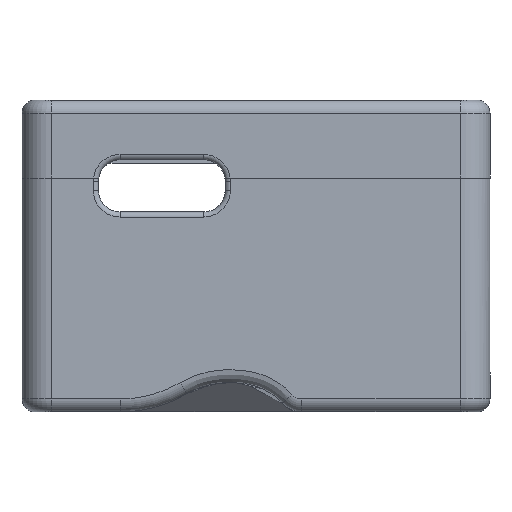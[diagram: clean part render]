
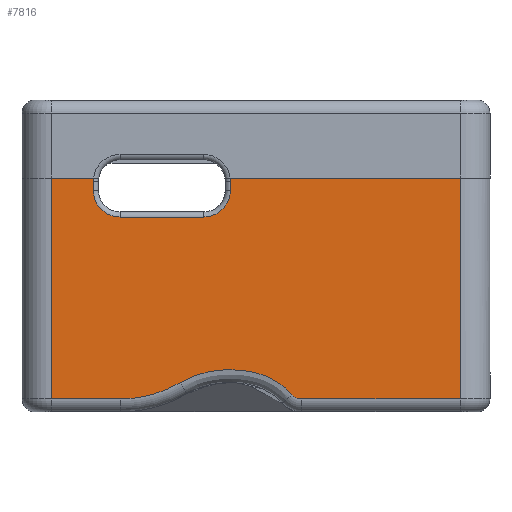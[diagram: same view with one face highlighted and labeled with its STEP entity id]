
A CAD part, front view. The second image highlights one B-rep face of the part: STEP entity #7816.
In plain terms, the highlighted planar face has unit normal (0, -1, 0).
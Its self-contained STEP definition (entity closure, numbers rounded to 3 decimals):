
#7277=CARTESIAN_POINT('',(-16.629,-20.804,-1.));
#7278=VERTEX_POINT('',#7277);
#7279=CARTESIAN_POINT('',(-13.39,-20.804,-1.));
#7280=VERTEX_POINT('',#7279);
#7281=CARTESIAN_POINT('',(-16.629,-20.804,-1.));
#7282=DIRECTION('',(1.,0.,-0.));
#7283=VECTOR('',#7282,3.239);
#7284=LINE('',#7281,#7283);
#7285=EDGE_CURVE('',#7278,#7280,#7284,.T.);
#7659=CARTESIAN_POINT('',(-0.887,-20.804,-1.));
#7660=DIRECTION('',(0.,1.,0.));
#7661=DIRECTION('',(0.,0.,1.));
#7662=AXIS2_PLACEMENT_3D('',#7659,#7660,#7661);
#7663=PLANE('',#7662);
#7664=CARTESIAN_POINT('',(1.872,-20.804,-17.667));
#7665=VERTEX_POINT('',#7664);
#7666=CARTESIAN_POINT('',(2.617,-20.804,-18.));
#7667=VERTEX_POINT('',#7666);
#7668=CARTESIAN_POINT('',(2.617,-20.804,-17.));
#7669=DIRECTION('',(-0.,-1.,-0.));
#7670=DIRECTION('',(0.,-0.,1.));
#7671=AXIS2_PLACEMENT_3D('',#7668,#7669,#7670);
#7672=CIRCLE('',#7671,1.);
#7673=EDGE_CURVE('',#7665,#7667,#7672,.T.);
#7674=ORIENTED_EDGE('',*,*,#7673,.T.);
#7675=CARTESIAN_POINT('',(14.851,-20.804,-18.));
#7676=VERTEX_POINT('',#7675);
#7677=CARTESIAN_POINT('',(2.617,-20.804,-18.));
#7678=DIRECTION('',(1.,-0.,-0.));
#7679=VECTOR('',#7678,12.234);
#7680=LINE('',#7677,#7679);
#7681=EDGE_CURVE('',#7667,#7676,#7680,.T.);
#7682=ORIENTED_EDGE('',*,*,#7681,.T.);
#7683=CARTESIAN_POINT('',(14.851,-20.804,-1.));
#7684=VERTEX_POINT('',#7683);
#7685=CARTESIAN_POINT('',(14.851,-20.804,-1.));
#7686=DIRECTION('',(0.,0.,-1.));
#7687=VECTOR('',#7686,17.);
#7688=LINE('',#7685,#7687);
#7689=EDGE_CURVE('',#7684,#7676,#7688,.T.);
#7690=ORIENTED_EDGE('',*,*,#7689,.F.);
#7691=CARTESIAN_POINT('',(-2.88,-20.804,-1.));
#7692=VERTEX_POINT('',#7691);
#7693=CARTESIAN_POINT('',(-2.88,-20.804,-1.));
#7694=DIRECTION('',(1.,0.,-0.));
#7695=VECTOR('',#7694,17.731);
#7696=LINE('',#7693,#7695);
#7697=EDGE_CURVE('',#7692,#7684,#7696,.T.);
#7698=ORIENTED_EDGE('',*,*,#7697,.F.);
#7699=CARTESIAN_POINT('',(-2.865,-20.804,-1.245));
#7700=VERTEX_POINT('',#7699);
#7701=CARTESIAN_POINT('',(-4.915,-20.804,-1.245));
#7702=DIRECTION('',(0.,1.,0.));
#7703=DIRECTION('',(0.,-0.,1.));
#7704=AXIS2_PLACEMENT_3D('',#7701,#7702,#7703);
#7705=CIRCLE('',#7704,2.05);
#7706=EDGE_CURVE('',#7692,#7700,#7705,.T.);
#7707=ORIENTED_EDGE('',*,*,#7706,.T.);
#7708=CARTESIAN_POINT('',(-2.865,-20.804,-1.955));
#7709=VERTEX_POINT('',#7708);
#7710=CARTESIAN_POINT('',(-2.865,-20.804,-1.245));
#7711=DIRECTION('',(-0.,-0.,-1.));
#7712=VECTOR('',#7711,0.71);
#7713=LINE('',#7710,#7712);
#7714=EDGE_CURVE('',#7700,#7709,#7713,.T.);
#7715=ORIENTED_EDGE('',*,*,#7714,.T.);
#7716=CARTESIAN_POINT('',(-4.915,-20.804,-4.005));
#7717=VERTEX_POINT('',#7716);
#7718=CARTESIAN_POINT('',(-4.915,-20.804,-1.955));
#7719=DIRECTION('',(0.,1.,0.));
#7720=DIRECTION('',(0.,-0.,1.));
#7721=AXIS2_PLACEMENT_3D('',#7718,#7719,#7720);
#7722=CIRCLE('',#7721,2.05);
#7723=EDGE_CURVE('',#7709,#7717,#7722,.T.);
#7724=ORIENTED_EDGE('',*,*,#7723,.T.);
#7725=CARTESIAN_POINT('',(-11.355,-20.804,-4.005));
#7726=VERTEX_POINT('',#7725);
#7727=CARTESIAN_POINT('',(-4.915,-20.804,-4.005));
#7728=DIRECTION('',(-1.,0.,0.));
#7729=VECTOR('',#7728,6.44);
#7730=LINE('',#7727,#7729);
#7731=EDGE_CURVE('',#7717,#7726,#7730,.T.);
#7732=ORIENTED_EDGE('',*,*,#7731,.T.);
#7733=CARTESIAN_POINT('',(-13.405,-20.804,-1.955));
#7734=VERTEX_POINT('',#7733);
#7735=CARTESIAN_POINT('',(-11.355,-20.804,-1.955));
#7736=DIRECTION('',(0.,1.,0.));
#7737=DIRECTION('',(0.,-0.,1.));
#7738=AXIS2_PLACEMENT_3D('',#7735,#7736,#7737);
#7739=CIRCLE('',#7738,2.05);
#7740=EDGE_CURVE('',#7726,#7734,#7739,.T.);
#7741=ORIENTED_EDGE('',*,*,#7740,.T.);
#7742=CARTESIAN_POINT('',(-13.405,-20.804,-1.245));
#7743=VERTEX_POINT('',#7742);
#7744=CARTESIAN_POINT('',(-13.405,-20.804,-1.955));
#7745=DIRECTION('',(-0.,-0.,1.));
#7746=VECTOR('',#7745,0.71);
#7747=LINE('',#7744,#7746);
#7748=EDGE_CURVE('',#7734,#7743,#7747,.T.);
#7749=ORIENTED_EDGE('',*,*,#7748,.T.);
#7750=CARTESIAN_POINT('',(-11.355,-20.804,-1.245));
#7751=DIRECTION('',(0.,1.,0.));
#7752=DIRECTION('',(0.,-0.,1.));
#7753=AXIS2_PLACEMENT_3D('',#7750,#7751,#7752);
#7754=CIRCLE('',#7753,2.05);
#7755=EDGE_CURVE('',#7743,#7280,#7754,.T.);
#7756=ORIENTED_EDGE('',*,*,#7755,.T.);
#7757=ORIENTED_EDGE('',*,*,#7285,.F.);
#7758=CARTESIAN_POINT('',(-16.629,-20.804,-18.));
#7759=VERTEX_POINT('',#7758);
#7760=CARTESIAN_POINT('',(-16.629,-20.804,-1.));
#7761=DIRECTION('',(0.,0.,-1.));
#7762=VECTOR('',#7761,17.);
#7763=LINE('',#7760,#7762);
#7764=EDGE_CURVE('',#7278,#7759,#7763,.T.);
#7765=ORIENTED_EDGE('',*,*,#7764,.T.);
#7766=CARTESIAN_POINT('',(-11.309,-20.804,-18.));
#7767=VERTEX_POINT('',#7766);
#7768=CARTESIAN_POINT('',(-16.629,-20.804,-18.));
#7769=DIRECTION('',(1.,0.,-0.));
#7770=VECTOR('',#7769,5.32);
#7771=LINE('',#7768,#7770);
#7772=EDGE_CURVE('',#7759,#7767,#7771,.T.);
#7773=ORIENTED_EDGE('',*,*,#7772,.T.);
#7774=CARTESIAN_POINT('',(-6.717,-20.804,-16.74));
#7775=VERTEX_POINT('',#7774);
#7776=CARTESIAN_POINT('',(-11.309,-20.804,-9.));
#7777=DIRECTION('',(-0.,-1.,-0.));
#7778=DIRECTION('',(0.,-0.,1.));
#7779=AXIS2_PLACEMENT_3D('',#7776,#7777,#7778);
#7780=CIRCLE('',#7779,9.);
#7781=EDGE_CURVE('',#7767,#7775,#7780,.T.);
#7782=ORIENTED_EDGE('',*,*,#7781,.T.);
#7783=CARTESIAN_POINT('',(-6.717,-20.804,-16.74));
#7784=CARTESIAN_POINT('',(-6.38,-20.804,-16.541));
#7785=CARTESIAN_POINT('',(-6.028,-20.804,-16.367));
#7786=CARTESIAN_POINT('',(-5.667,-20.804,-16.228));
#7787=CARTESIAN_POINT('',(-5.306,-20.804,-16.09));
#7788=CARTESIAN_POINT('',(-4.935,-20.804,-15.984));
#7789=CARTESIAN_POINT('',(-4.557,-20.804,-15.908));
#7790=CARTESIAN_POINT('',(-4.178,-20.804,-15.832));
#7791=CARTESIAN_POINT('',(-3.789,-20.804,-15.786));
#7792=CARTESIAN_POINT('',(-3.402,-20.804,-15.764));
#7793=CARTESIAN_POINT('',(-3.015,-20.804,-15.743));
#7794=CARTESIAN_POINT('',(-2.63,-20.804,-15.745));
#7795=CARTESIAN_POINT('',(-2.245,-20.804,-15.772));
#7796=CARTESIAN_POINT('',(-1.861,-20.804,-15.8));
#7797=CARTESIAN_POINT('',(-1.477,-20.804,-15.851));
#7798=CARTESIAN_POINT('',(-1.096,-20.804,-15.936));
#7799=CARTESIAN_POINT('',(-0.714,-20.804,-16.021));
#7800=CARTESIAN_POINT('',(-0.345,-20.804,-16.138));
#7801=CARTESIAN_POINT('',(0.009,-20.804,-16.293));
#7802=CARTESIAN_POINT('',(0.185,-20.804,-16.371));
#7803=CARTESIAN_POINT('',(0.358,-20.804,-16.459));
#7804=CARTESIAN_POINT('',(0.527,-20.804,-16.557));
#7805=CARTESIAN_POINT('',(0.696,-20.804,-16.655));
#7806=CARTESIAN_POINT('',(0.86,-20.804,-16.763));
#7807=CARTESIAN_POINT('',(1.016,-20.804,-16.879));
#7808=CARTESIAN_POINT('',(1.327,-20.804,-17.111));
#7809=CARTESIAN_POINT('',(1.611,-20.804,-17.375));
#7810=CARTESIAN_POINT('',(1.872,-20.804,-17.667));
#7811=B_SPLINE_CURVE_WITH_KNOTS('',3,(#7783,#7784,#7785,#7786,#7787,#7788,#7789,#7790,#7791,#7792,#7793,#7794,#7795,#7796,#7797,#7798,#7799,#7800,#7801,#7802,#7803,#7804,#7805,#7806,#7807,#7808,
#7809,#7810),.UNSPECIFIED.,.F.,.F.,(4,3,3,3,3,3,3,3,3,4),(0.,0.001,0.002,0.003,0.005,0.006,0.007,0.008,0.008,0.009),.UNSPECIFIED.);
#7812=EDGE_CURVE('',#7775,#7665,#7811,.T.);
#7813=ORIENTED_EDGE('',*,*,#7812,.T.);
#7814=EDGE_LOOP('',(#7674,#7682,#7690,#7698,#7707,#7715,#7724,#7732,#7741,#7749,#7756,#7757,#7765,#7773,#7782,#7813));
#7815=FACE_BOUND('',#7814,.T.);
#7816=ADVANCED_FACE('',(#7815),#7663,.F.);
